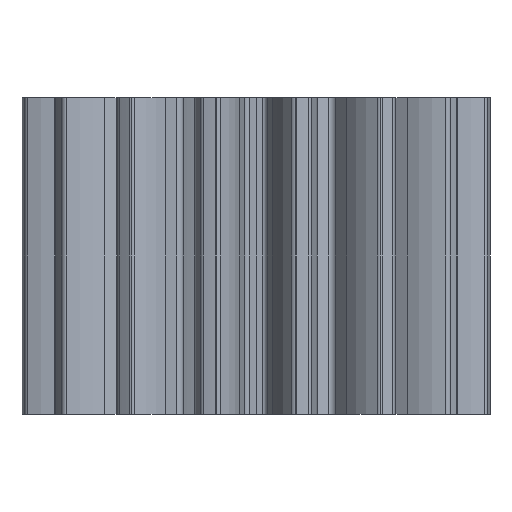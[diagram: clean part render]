
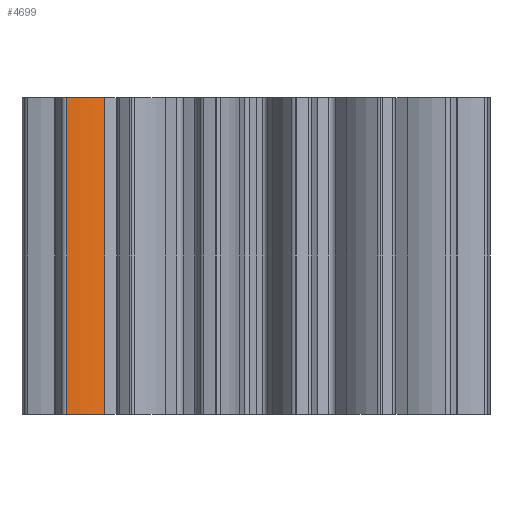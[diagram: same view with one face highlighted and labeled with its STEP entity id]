
A CAD part, left-side view. The second image highlights one B-rep face of the part: STEP entity #4699.
In plain terms, the highlighted free-form (B-spline) face has degree [3, 1] with [5, 2] control points.
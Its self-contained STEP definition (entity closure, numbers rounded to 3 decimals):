
#686 = EDGE_CURVE ( 'NONE', #2778, #2776, #716, .T. ) ;
#716 = LINE ( 'NONE', #717, #3880 ) ;
#717 = CARTESIAN_POINT ( 'NONE',  ( -2.635, 3.592, 6. ) ) ;
#718 = DIRECTION ( 'NONE',  ( 0., 0., -1. ) ) ;
#1002 = CARTESIAN_POINT ( 'NONE',  ( -2.635, 3.592, 0. ) ) ;
#1004 = CARTESIAN_POINT ( 'NONE',  ( -2.635, 3.592, 6. ) ) ;
#1111 = CARTESIAN_POINT ( 'NONE',  ( -2.428, 2.87, 6. ) ) ;
#1112 = CARTESIAN_POINT ( 'NONE',  ( -2.428, 2.87, 0. ) ) ;
#1659 = CARTESIAN_POINT ( 'NONE',  ( -2.635, 3.592, 6. ) ) ;
#1660 = CARTESIAN_POINT ( 'NONE',  ( -2.635, 3.592, 0. ) ) ;
#1661 = CARTESIAN_POINT ( 'NONE',  ( -2.63, 3.469, 6. ) ) ;
#1662 = CARTESIAN_POINT ( 'NONE',  ( -2.63, 3.469, 0. ) ) ;
#1663 = CARTESIAN_POINT ( 'NONE',  ( -2.592, 3.216, 6. ) ) ;
#1664 = CARTESIAN_POINT ( 'NONE',  ( -2.592, 3.216, 0. ) ) ;
#1665 = CARTESIAN_POINT ( 'NONE',  ( -2.491, 2.982, 6. ) ) ;
#1666 = CARTESIAN_POINT ( 'NONE',  ( -2.491, 2.982, 0. ) ) ;
#1667 = CARTESIAN_POINT ( 'NONE',  ( -2.428, 2.87, 6. ) ) ;
#1668 = CARTESIAN_POINT ( 'NONE',  ( -2.428, 2.87, 0. ) ) ;
#1921 = EDGE_LOOP ( 'NONE', ( #2940, #2942, #2941, #2943 ) ) ;
#2318 = B_SPLINE_CURVE_WITH_KNOTS ( 'NONE', 3,
 ( #5719, #5720, #5721, #5722, #5723 ),
 .UNSPECIFIED., .F., .F.,
 ( 4, 1, 4 ),
 ( 0., 0.373, 0.763 ),
 .UNSPECIFIED. ) ;
#2324 = B_SPLINE_CURVE_WITH_KNOTS ( 'NONE', 3,
 ( #5711, #5715, #5716, #5717, #5718 ),
 .UNSPECIFIED., .F., .F.,
 ( 4, 1, 4 ),
 ( 0., 0.373, 0.763 ),
 .UNSPECIFIED. ) ;
#2776 = VERTEX_POINT ( 'NONE', #1002 ) ;
#2778 = VERTEX_POINT ( 'NONE', #1004 ) ;
#2885 = VERTEX_POINT ( 'NONE', #1111 ) ;
#2886 = VERTEX_POINT ( 'NONE', #1112 ) ;
#2940 = ORIENTED_EDGE ( 'NONE', *, *, #4811, .T. ) ;
#2941 = ORIENTED_EDGE ( 'NONE', *, *, #4812, .F. ) ;
#2942 = ORIENTED_EDGE ( 'NONE', *, *, #4810, .F. ) ;
#2943 = ORIENTED_EDGE ( 'NONE', *, *, #686, .T. ) ;
#3719 = VECTOR ( 'NONE', #5714, 1000. ) ;
#3880 = VECTOR ( 'NONE', #718, 1000. ) ;
#3950 = FACE_OUTER_BOUND ( 'NONE', #1921, .T. ) ;
#4699 = ADVANCED_FACE ( 'NONE', ( #3950 ), #6634, .F. ) ;
#4810 = EDGE_CURVE ( 'NONE', #2885, #2886, #5712, .T. ) ;
#4811 = EDGE_CURVE ( 'NONE', #2776, #2886, #2324, .T. ) ;
#4812 = EDGE_CURVE ( 'NONE', #2778, #2885, #2318, .T. ) ;
#5711 = CARTESIAN_POINT ( 'NONE',  ( -2.635, 3.592, 0. ) ) ;
#5712 = LINE ( 'NONE', #5713, #3719 ) ;
#5713 = CARTESIAN_POINT ( 'NONE',  ( -2.428, 2.87, 6. ) ) ;
#5714 = DIRECTION ( 'NONE',  ( 0., 0., -1. ) ) ;
#5715 = CARTESIAN_POINT ( 'NONE',  ( -2.63, 3.469, 0. ) ) ;
#5716 = CARTESIAN_POINT ( 'NONE',  ( -2.592, 3.216, 0. ) ) ;
#5717 = CARTESIAN_POINT ( 'NONE',  ( -2.491, 2.982, 0. ) ) ;
#5718 = CARTESIAN_POINT ( 'NONE',  ( -2.428, 2.87, 0. ) ) ;
#5719 = CARTESIAN_POINT ( 'NONE',  ( -2.635, 3.592, 6. ) ) ;
#5720 = CARTESIAN_POINT ( 'NONE',  ( -2.63, 3.469, 6. ) ) ;
#5721 = CARTESIAN_POINT ( 'NONE',  ( -2.592, 3.216, 6. ) ) ;
#5722 = CARTESIAN_POINT ( 'NONE',  ( -2.491, 2.982, 6. ) ) ;
#5723 = CARTESIAN_POINT ( 'NONE',  ( -2.428, 2.87, 6. ) ) ;
#6634 = B_SPLINE_SURFACE_WITH_KNOTS ( 'NONE', 3, 1, ( 
 ( #1659, #1660 ),
 ( #1661, #1662 ),
 ( #1663, #1664 ),
 ( #1665, #1666 ),
 ( #1667, #1668 ) ),
 .UNSPECIFIED., .F., .F., .F.,
 ( 4, 1, 4 ),
 ( 2, 2 ),
 ( 0., 0.373, 0.763 ),
 ( 0., 1. ),
 .UNSPECIFIED. ) ;
